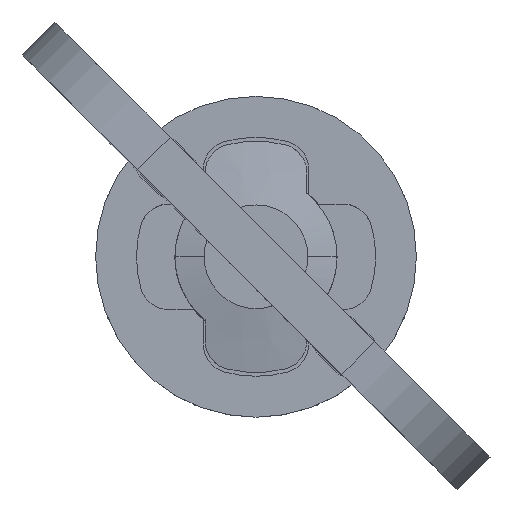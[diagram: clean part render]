
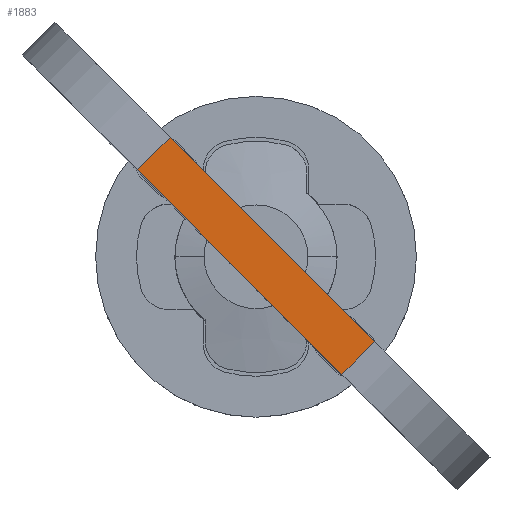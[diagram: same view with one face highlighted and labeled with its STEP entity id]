
A CAD part, top view. The second image highlights one B-rep face of the part: STEP entity #1883.
In plain terms, the highlighted planar face has unit normal (0, 0, 1).
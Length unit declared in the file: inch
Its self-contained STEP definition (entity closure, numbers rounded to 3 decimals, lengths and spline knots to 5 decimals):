
#96 = LINE ( 'NONE', #1143, #2248 ) ;
#117 = EDGE_CURVE ( 'NONE', #776, #785, #1225, .T. ) ;
#247 = VERTEX_POINT ( 'NONE', #409 ) ;
#315 = CARTESIAN_POINT ( 'NONE',  ( 0.23178, -0.32017, 2.38507 ) ) ;
#409 = CARTESIAN_POINT ( 'NONE',  ( -0.23178, 0.32017, 2.38507 ) ) ;
#629 = CARTESIAN_POINT ( 'NONE',  ( 0.04419, 0.04419, 2.38507 ) ) ;
#776 = VERTEX_POINT ( 'NONE', #3400 ) ;
#785 = VERTEX_POINT ( 'NONE', #315 ) ;
#902 = CARTESIAN_POINT ( 'NONE',  ( -1.37421, -1.37421, 2.38507 ) ) ;
#909 = DIRECTION ( 'NONE',  ( -0.707, 0.707, 0. ) ) ;
#993 = ORIENTED_EDGE ( 'NONE', *, *, #3281, .F. ) ;
#1057 = VECTOR ( 'NONE', #2716, 39.37008 ) ;
#1143 = CARTESIAN_POINT ( 'NONE',  ( -1.09824, -1.65018, 2.38507 ) ) ;
#1181 = PLANE ( 'NONE',  #1571 ) ;
#1225 = LINE ( 'NONE', #3323, #1900 ) ;
#1330 = FACE_OUTER_BOUND ( 'NONE', #2984, .T. ) ;
#1425 = DIRECTION ( 'NONE',  ( 0.707, 0.707, 0. ) ) ;
#1468 = DIRECTION ( 'NONE',  ( -1., 0., 0. ) ) ;
#1558 = ORIENTED_EDGE ( 'NONE', *, *, #117, .T. ) ;
#1571 = AXIS2_PLACEMENT_3D ( 'NONE', #902, #2022, #1468 ) ;
#1822 = EDGE_CURVE ( 'NONE', #785, #3140, #96, .T. ) ;
#1883 = ADVANCED_FACE ( 'NONE', ( #1330 ), #1181, .F. ) ;
#1900 = VECTOR ( 'NONE', #3616, 39.37008 ) ;
#2022 = DIRECTION ( 'NONE',  ( 0., 0., -1. ) ) ;
#2081 = VECTOR ( 'NONE', #909, 39.37008 ) ;
#2172 = LINE ( 'NONE', #629, #2081 ) ;
#2187 = ORIENTED_EDGE ( 'NONE', *, *, #1822, .T. ) ;
#2248 = VECTOR ( 'NONE', #1425, 39.37008 ) ;
#2329 = EDGE_CURVE ( 'NONE', #3140, #247, #2172, .T. ) ;
#2429 = CARTESIAN_POINT ( 'NONE',  ( -1.65018, -1.09824, 2.38507 ) ) ;
#2651 = CARTESIAN_POINT ( 'NONE',  ( 0.32017, -0.23178, 2.38507 ) ) ;
#2716 = DIRECTION ( 'NONE',  ( 0.707, 0.707, 0. ) ) ;
#2861 = ORIENTED_EDGE ( 'NONE', *, *, #2329, .T. ) ;
#2984 = EDGE_LOOP ( 'NONE', ( #993, #1558, #2187, #2861 ) ) ;
#3140 = VERTEX_POINT ( 'NONE', #2651 ) ;
#3281 = EDGE_CURVE ( 'NONE', #776, #247, #3593, .T. ) ;
#3323 = CARTESIAN_POINT ( 'NONE',  ( -0.04419, -0.04419, 2.38507 ) ) ;
#3400 = CARTESIAN_POINT ( 'NONE',  ( -0.32017, 0.23178, 2.38507 ) ) ;
#3593 = LINE ( 'NONE', #2429, #1057 ) ;
#3616 = DIRECTION ( 'NONE',  ( 0.707, -0.707, 0. ) ) ;
